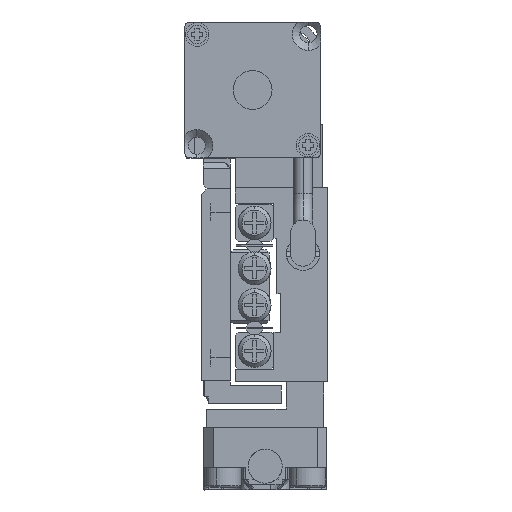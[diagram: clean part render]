
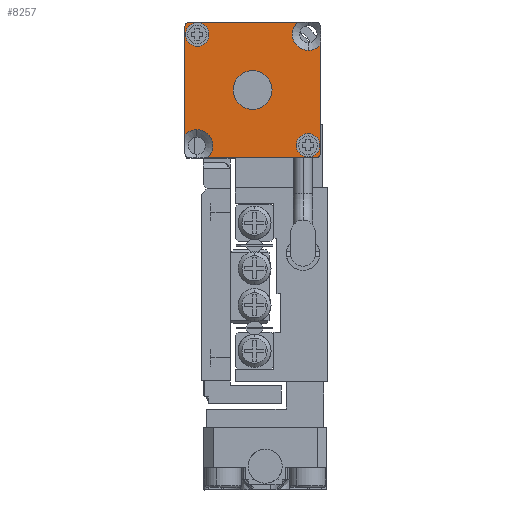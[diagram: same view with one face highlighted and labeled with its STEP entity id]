
A CAD part, left-side view. The second image highlights one B-rep face of the part: STEP entity #8257.
In plain terms, the highlighted face is planar.
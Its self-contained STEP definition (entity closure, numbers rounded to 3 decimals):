
#139 = CARTESIAN_POINT ( 'NONE',  ( 1.286, -12.714, 30. ) ) ;
#183 = VERTEX_POINT ( 'NONE', #14695 ) ;
#186 = DIRECTION ( 'NONE',  ( 1., 0., 0. ) ) ;
#351 = EDGE_CURVE ( 'NONE', #11438, #18811, #3058, .T. ) ;
#445 = LINE ( 'NONE', #35593, #14369 ) ;
#1107 = CARTESIAN_POINT ( 'NONE',  ( 0.5, -14., 30. ) ) ;
#1705 = DIRECTION ( 'NONE',  ( 0., 0., 1. ) ) ;
#2557 = DIRECTION ( 'NONE',  ( 1., 0., 0. ) ) ;
#2643 = CARTESIAN_POINT ( 'NONE',  ( 12.714, -1.286, 30. ) ) ;
#3058 = LINE ( 'NONE', #24262, #43095 ) ;
#3114 = ORIENTED_EDGE ( 'NONE', *, *, #5585, .F. ) ;
#3563 = VERTEX_POINT ( 'NONE', #34791 ) ;
#4556 = DIRECTION ( 'NONE',  ( 0., 0., 1. ) ) ;
#4828 = VERTEX_POINT ( 'NONE', #22577 ) ;
#5295 = DIRECTION ( 'NONE',  ( 1., 0., 0. ) ) ;
#5328 = CARTESIAN_POINT ( 'NONE',  ( 7., -7., 30. ) ) ;
#5425 = CARTESIAN_POINT ( 'NONE',  ( 12.714, -1.286, 30. ) ) ;
#5585 = EDGE_CURVE ( 'NONE', #52640, #21127, #14723, .T. ) ;
#6259 = EDGE_LOOP ( 'NONE', ( #21607, #45350, #29147, #54716, #7346, #7038, #16819, #34003, #51656, #24341 ) ) ;
#7038 = ORIENTED_EDGE ( 'NONE', *, *, #37618, .F. ) ;
#7346 = ORIENTED_EDGE ( 'NONE', *, *, #33887, .F. ) ;
#7561 = AXIS2_PLACEMENT_3D ( 'NONE', #41493, #1705, #19417 ) ;
#7737 = CIRCLE ( 'NONE', #17003, 0.5 ) ;
#8257 = ADVANCED_FACE ( 'NONE', ( #55320, #42846, #15553, #42560 ), #12060, .T. ) ;
#8424 = CARTESIAN_POINT ( 'NONE',  ( 2.348, 0., 30. ) ) ;
#9358 = CARTESIAN_POINT ( 'NONE',  ( 1.25, -1.25, 30. ) ) ;
#10117 = CARTESIAN_POINT ( 'NONE',  ( 14., -0.5, 30. ) ) ;
#10403 = DIRECTION ( 'NONE',  ( 0., 0., 1. ) ) ;
#10833 = CARTESIAN_POINT ( 'NONE',  ( 0., 0., 30. ) ) ;
#11335 = DIRECTION ( 'NONE',  ( 1., 0., 0. ) ) ;
#11438 = VERTEX_POINT ( 'NONE', #1107 ) ;
#11544 = VERTEX_POINT ( 'NONE', #28966 ) ;
#12060 = PLANE ( 'NONE',  #52067 ) ;
#12782 = DIRECTION ( 'NONE',  ( 1., 0., 0. ) ) ;
#13101 = CIRCLE ( 'NONE', #44660, 2. ) ;
#14369 = VECTOR ( 'NONE', #32372, 1000. ) ;
#14601 = CARTESIAN_POINT ( 'NONE',  ( 12.75, -12.75, 30. ) ) ;
#14695 = CARTESIAN_POINT ( 'NONE',  ( 13.5, 0., 30. ) ) ;
#14723 = CIRCLE ( 'NONE', #42555, 2. ) ;
#15095 = CIRCLE ( 'NONE', #55888, 1.213 ) ;
#15156 = DIRECTION ( 'NONE',  ( 1., 0., 0. ) ) ;
#15553 = FACE_BOUND ( 'NONE', #54351, .T. ) ;
#15909 = DIRECTION ( 'NONE',  ( 0., 0., 1. ) ) ;
#16819 = ORIENTED_EDGE ( 'NONE', *, *, #45734, .T. ) ;
#17003 = AXIS2_PLACEMENT_3D ( 'NONE', #31871, #10403, #32169 ) ;
#17765 = EDGE_LOOP ( 'NONE', ( #20446, #40145 ) ) ;
#17855 = DIRECTION ( 'NONE',  ( 0., 0., -1. ) ) ;
#17969 = AXIS2_PLACEMENT_3D ( 'NONE', #29257, #15909, #2557 ) ;
#18472 = DIRECTION ( 'NONE',  ( 0., 0., 1. ) ) ;
#18811 = VERTEX_POINT ( 'NONE', #27146 ) ;
#18822 = AXIS2_PLACEMENT_3D ( 'NONE', #26670, #49046, #56884 ) ;
#18929 = CIRCLE ( 'NONE', #26313, 1.213 ) ;
#19402 = VERTEX_POINT ( 'NONE', #19807 ) ;
#19417 = DIRECTION ( 'NONE',  ( 1., 0., 0. ) ) ;
#19633 = EDGE_CURVE ( 'NONE', #27524, #183, #7737, .T. ) ;
#19807 = CARTESIAN_POINT ( 'NONE',  ( 11.501, -1.286, 30. ) ) ;
#20202 = CARTESIAN_POINT ( 'NONE',  ( 0., 0., 30. ) ) ;
#20446 = ORIENTED_EDGE ( 'NONE', *, *, #56549, .F. ) ;
#21059 = DIRECTION ( 'NONE',  ( 0., 0., 1. ) ) ;
#21127 = VERTEX_POINT ( 'NONE', #46639 ) ;
#21565 = CARTESIAN_POINT ( 'NONE',  ( 2.914, -1.25, 30. ) ) ;
#21599 = CARTESIAN_POINT ( 'NONE',  ( 0., 0., 30. ) ) ;
#21607 = ORIENTED_EDGE ( 'NONE', *, *, #27357, .F. ) ;
#21641 = CIRCLE ( 'NONE', #18822, 1.664 ) ;
#21714 = VERTEX_POINT ( 'NONE', #21565 ) ;
#22508 = CARTESIAN_POINT ( 'NONE',  ( 2.499, -12.714, 30. ) ) ;
#22577 = CARTESIAN_POINT ( 'NONE',  ( 14., -11.652, 30. ) ) ;
#24113 = DIRECTION ( 'NONE',  ( 0., 0., -1. ) ) ;
#24262 = CARTESIAN_POINT ( 'NONE',  ( 0., -14., 30. ) ) ;
#24341 = ORIENTED_EDGE ( 'NONE', *, *, #31705, .F. ) ;
#24425 = CIRCLE ( 'NONE', #17969, 0.5 ) ;
#24442 = DIRECTION ( 'NONE',  ( 0., -1., 0. ) ) ;
#24692 = CARTESIAN_POINT ( 'NONE',  ( 1.286, -12.714, 30. ) ) ;
#26313 = AXIS2_PLACEMENT_3D ( 'NONE', #24692, #24113, #11335 ) ;
#26670 = CARTESIAN_POINT ( 'NONE',  ( 1.25, -1.25, 30. ) ) ;
#27146 = CARTESIAN_POINT ( 'NONE',  ( 11.652, -14., 30. ) ) ;
#27357 = EDGE_CURVE ( 'NONE', #38987, #21714, #21641, .T. ) ;
#27524 = VERTEX_POINT ( 'NONE', #10117 ) ;
#28081 = EDGE_CURVE ( 'NONE', #183, #38205, #43106, .T. ) ;
#28966 = CARTESIAN_POINT ( 'NONE',  ( 13.927, -1.286, 30. ) ) ;
#29147 = ORIENTED_EDGE ( 'NONE', *, *, #52378, .T. ) ;
#29257 = CARTESIAN_POINT ( 'NONE',  ( 0.5, -13.5, 30. ) ) ;
#29314 = AXIS2_PLACEMENT_3D ( 'NONE', #2643, #38055, #33704 ) ;
#29579 = VERTEX_POINT ( 'NONE', #51815 ) ;
#30767 = DIRECTION ( 'NONE',  ( 0., 0., 1. ) ) ;
#30865 = AXIS2_PLACEMENT_3D ( 'NONE', #9358, #44497, #5295 ) ;
#31705 = EDGE_CURVE ( 'NONE', #21714, #38205, #55904, .T. ) ;
#31871 = CARTESIAN_POINT ( 'NONE',  ( 13.5, -0.5, 30. ) ) ;
#32169 = DIRECTION ( 'NONE',  ( 1., 0., 0. ) ) ;
#32216 = EDGE_CURVE ( 'NONE', #44584, #29579, #18929, .T. ) ;
#32372 = DIRECTION ( 'NONE',  ( 0., 1., 0. ) ) ;
#33008 = CIRCLE ( 'NONE', #43228, 1.213 ) ;
#33704 = DIRECTION ( 'NONE',  ( 1., 0., 0. ) ) ;
#33708 = EDGE_CURVE ( 'NONE', #21127, #52640, #13101, .T. ) ;
#33887 = EDGE_CURVE ( 'NONE', #39095, #18811, #36302, .T. ) ;
#34003 = ORIENTED_EDGE ( 'NONE', *, *, #19633, .T. ) ;
#34791 = CARTESIAN_POINT ( 'NONE',  ( 0., -13.5, 30. ) ) ;
#35593 = CARTESIAN_POINT ( 'NONE',  ( 14., 0., 30. ) ) ;
#36302 = CIRCLE ( 'NONE', #7561, 1.664 ) ;
#37618 = EDGE_CURVE ( 'NONE', #4828, #39095, #37907, .T. ) ;
#37907 = CIRCLE ( 'NONE', #46271, 1.664 ) ;
#38055 = DIRECTION ( 'NONE',  ( 0., 0., 1. ) ) ;
#38205 = VERTEX_POINT ( 'NONE', #8424 ) ;
#38987 = VERTEX_POINT ( 'NONE', #53027 ) ;
#39095 = VERTEX_POINT ( 'NONE', #54149 ) ;
#39189 = CARTESIAN_POINT ( 'NONE',  ( 7., -7., 30. ) ) ;
#39739 = EDGE_CURVE ( 'NONE', #38987, #3563, #46822, .T. ) ;
#40145 = ORIENTED_EDGE ( 'NONE', *, *, #51565, .F. ) ;
#41002 = DIRECTION ( 'NONE',  ( 0., 0., 1. ) ) ;
#41493 = CARTESIAN_POINT ( 'NONE',  ( 12.75, -12.75, 30. ) ) ;
#42274 = DIRECTION ( 'NONE',  ( 1., 0., 0. ) ) ;
#42555 = AXIS2_PLACEMENT_3D ( 'NONE', #5328, #41002, #53220 ) ;
#42560 = FACE_BOUND ( 'NONE', #50469, .T. ) ;
#42846 = FACE_OUTER_BOUND ( 'NONE', #6259, .T. ) ;
#43095 = VECTOR ( 'NONE', #42274, 1000. ) ;
#43106 = LINE ( 'NONE', #21599, #54173 ) ;
#43228 = AXIS2_PLACEMENT_3D ( 'NONE', #139, #17855, #53574 ) ;
#44358 = CARTESIAN_POINT ( 'NONE',  ( 9., -7., 30. ) ) ;
#44497 = DIRECTION ( 'NONE',  ( 0., 0., 1. ) ) ;
#44584 = VERTEX_POINT ( 'NONE', #22508 ) ;
#44660 = AXIS2_PLACEMENT_3D ( 'NONE', #39189, #30767, #12782 ) ;
#45350 = ORIENTED_EDGE ( 'NONE', *, *, #39739, .T. ) ;
#45734 = EDGE_CURVE ( 'NONE', #4828, #27524, #445, .T. ) ;
#45890 = ORIENTED_EDGE ( 'NONE', *, *, #55901, .T. ) ;
#46271 = AXIS2_PLACEMENT_3D ( 'NONE', #14601, #4556, #15156 ) ;
#46639 = CARTESIAN_POINT ( 'NONE',  ( 5., -7., 30. ) ) ;
#46822 = LINE ( 'NONE', #10833, #56253 ) ;
#49046 = DIRECTION ( 'NONE',  ( 0., 0., 1. ) ) ;
#49061 = ORIENTED_EDGE ( 'NONE', *, *, #33708, .F. ) ;
#50469 = EDGE_LOOP ( 'NONE', ( #54174, #45890 ) ) ;
#51565 = EDGE_CURVE ( 'NONE', #19402, #11544, #15095, .T. ) ;
#51656 = ORIENTED_EDGE ( 'NONE', *, *, #28081, .T. ) ;
#51815 = CARTESIAN_POINT ( 'NONE',  ( 0.073, -12.714, 30. ) ) ;
#52067 = AXIS2_PLACEMENT_3D ( 'NONE', #20202, #21059, #56467 ) ;
#52378 = EDGE_CURVE ( 'NONE', #3563, #11438, #24425, .T. ) ;
#52640 = VERTEX_POINT ( 'NONE', #44358 ) ;
#53027 = CARTESIAN_POINT ( 'NONE',  ( 0., -2.348, 30. ) ) ;
#53220 = DIRECTION ( 'NONE',  ( 1., 0., 0. ) ) ;
#53574 = DIRECTION ( 'NONE',  ( 1., 0., 0. ) ) ;
#54149 = CARTESIAN_POINT ( 'NONE',  ( 11.086, -12.75, 30. ) ) ;
#54173 = VECTOR ( 'NONE', #57323, 1000. ) ;
#54174 = ORIENTED_EDGE ( 'NONE', *, *, #32216, .T. ) ;
#54351 = EDGE_LOOP ( 'NONE', ( #49061, #3114 ) ) ;
#54358 = CIRCLE ( 'NONE', #29314, 1.213 ) ;
#54716 = ORIENTED_EDGE ( 'NONE', *, *, #351, .T. ) ;
#55320 = FACE_BOUND ( 'NONE', #17765, .T. ) ;
#55888 = AXIS2_PLACEMENT_3D ( 'NONE', #5425, #18472, #186 ) ;
#55901 = EDGE_CURVE ( 'NONE', #29579, #44584, #33008, .T. ) ;
#55904 = CIRCLE ( 'NONE', #30865, 1.664 ) ;
#56253 = VECTOR ( 'NONE', #24442, 1000. ) ;
#56467 = DIRECTION ( 'NONE',  ( 1., 0., 0. ) ) ;
#56549 = EDGE_CURVE ( 'NONE', #11544, #19402, #54358, .T. ) ;
#56884 = DIRECTION ( 'NONE',  ( 1., 0., 0. ) ) ;
#57323 = DIRECTION ( 'NONE',  ( -1., 0., 0. ) ) ;
